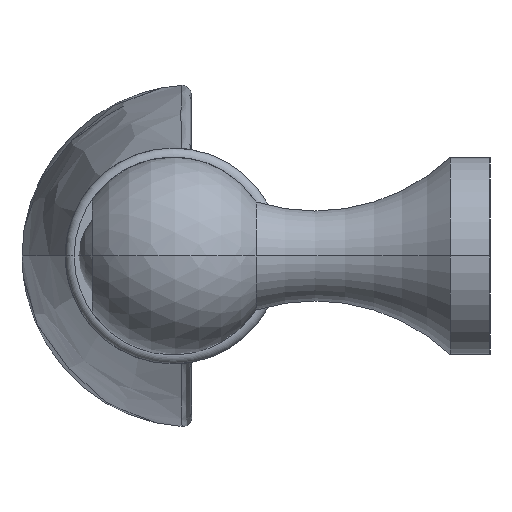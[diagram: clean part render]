
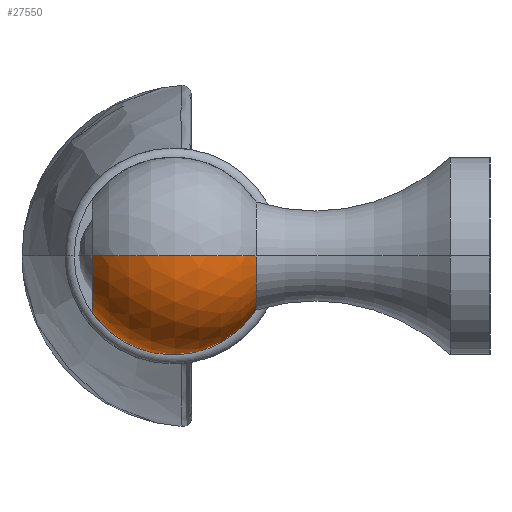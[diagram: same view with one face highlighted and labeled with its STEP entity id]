
A CAD part, left-side view. The second image highlights one B-rep face of the part: STEP entity #27550.
In plain terms, the highlighted spherical face has radius 5.5 mm.
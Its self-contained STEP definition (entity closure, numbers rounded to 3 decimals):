
#100=CARTESIAN_POINT('',(-43.799,14.06,0.));
#110=VERTEX_POINT('',#100);
#290=CARTESIAN_POINT('',(-43.799,21.16,0.));
#300=VERTEX_POINT('',#290);
#330=CARTESIAN_POINT('',(-43.799,17.61,0.));
#340=DIRECTION('',(1.,0.,0.));
#350=DIRECTION('',(0.,-1.,0.));
#360=AXIS2_PLACEMENT_3D('',#330,#340,#350);
#370=CIRCLE('',#360,3.55);
#380=CARTESIAN_POINT('',(-43.799,17.61,-3.55));
#390=VERTEX_POINT('',#380);
#400=EDGE_CURVE('',#390,#300,#370,.T.);
#420=EDGE_CURVE('',#110,#390,#370,.T.);
#27130=CARTESIAN_POINT('',(-48.,17.61,0.));
#27140=DIRECTION('',(0.,1.,0.));
#27150=DIRECTION('',(1.,0.,0.));
#27160=AXIS2_PLACEMENT_3D('',#27130,#27140,#27150);
#27170=SPHERICAL_SURFACE('',#27160,5.5);
#27180=CARTESIAN_POINT('',(-48.,17.61,0.));
#27190=DIRECTION('',(-0.,-0.,-1.));
#27200=DIRECTION('',(1.,0.,0.));
#27210=AXIS2_PLACEMENT_3D('',#27180,#27190,#27200);
#27220=CIRCLE('',#27210,5.5);
#27230=CARTESIAN_POINT('',(-51.,13.,0.));
#27240=VERTEX_POINT('',#27230);
#27250=CARTESIAN_POINT('',(-51.176,22.1,0.));
#27260=VERTEX_POINT('',#27250);
#27270=EDGE_CURVE('',#27240,#27260,#27220,.T.);
#27280=ORIENTED_EDGE('',*,*,#27270,.T.);
#27290=CARTESIAN_POINT('',(-48.,13.,0.));
#27300=DIRECTION('',(0.,1.,0.));
#27310=DIRECTION('',(-1.,0.,0.));
#27320=AXIS2_PLACEMENT_3D('',#27290,#27300,#27310);
#27330=CIRCLE('',#27320,3.);
#27340=CARTESIAN_POINT('',(-45.,13.,0.));
#27350=VERTEX_POINT('',#27340);
#27360=EDGE_CURVE('',#27350,#27240,#27330,.T.);
#27370=ORIENTED_EDGE('',*,*,#27360,.T.);
#27380=EDGE_CURVE('',#110,#27350,#27220,.T.);
#27390=ORIENTED_EDGE('',*,*,#27380,.T.);
#27400=ORIENTED_EDGE('',*,*,#420,.F.);
#27410=ORIENTED_EDGE('',*,*,#400,.F.);
#27420=CARTESIAN_POINT('',(-44.824,22.1,0.));
#27430=VERTEX_POINT('',#27420);
#27440=EDGE_CURVE('',#27430,#300,#27220,.T.);
#27450=ORIENTED_EDGE('',*,*,#27440,.T.);
#27460=CARTESIAN_POINT('',(-48.,22.1,0.));
#27470=DIRECTION('',(0.,1.,0.));
#27480=DIRECTION('',(-1.,0.,0.));
#27490=AXIS2_PLACEMENT_3D('',#27460,#27470,#27480);
#27500=CIRCLE('',#27490,3.176);
#27510=EDGE_CURVE('',#27430,#27260,#27500,.T.);
#27520=ORIENTED_EDGE('',*,*,#27510,.F.);
#27530=EDGE_LOOP('',(#27520,#27450,#27410,#27400,#27390,#27370,#27280));
#27540=FACE_OUTER_BOUND('',#27530,.T.);
#27550=ADVANCED_FACE('',(#27540),#27170,.T.);
